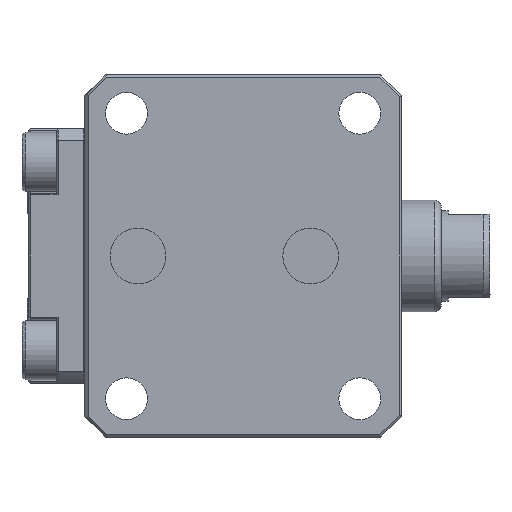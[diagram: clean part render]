
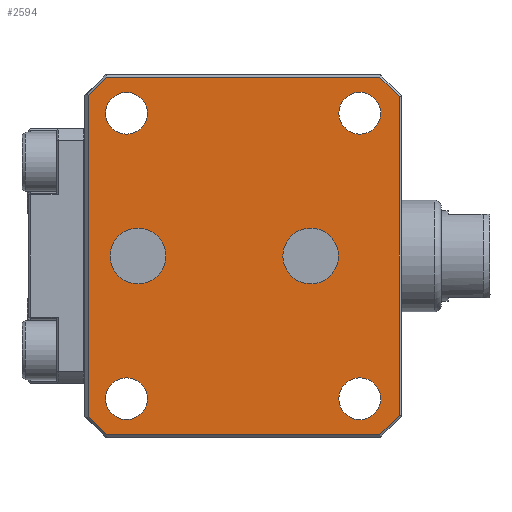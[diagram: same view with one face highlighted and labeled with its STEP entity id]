
A CAD part, front view. The second image highlights one B-rep face of the part: STEP entity #2594.
In plain terms, the highlighted planar face has unit normal (0, -1, 0).
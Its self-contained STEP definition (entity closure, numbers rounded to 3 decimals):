
#95=CIRCLE('',#2777,4.);
#100=CIRCLE('',#2798,3.);
#102=CIRCLE('',#2801,3.);
#104=CIRCLE('',#2804,3.);
#106=CIRCLE('',#2807,3.);
#118=CIRCLE('',#2832,4.);
#389=ORIENTED_EDGE('',*,*,#1034,.F.);
#390=ORIENTED_EDGE('',*,*,#1009,.T.);
#391=ORIENTED_EDGE('',*,*,#1011,.T.);
#392=ORIENTED_EDGE('',*,*,#1005,.T.);
#393=ORIENTED_EDGE('',*,*,#1007,.T.);
#394=ORIENTED_EDGE('',*,*,#963,.F.);
#395=ORIENTED_EDGE('',*,*,#999,.T.);
#396=ORIENTED_EDGE('',*,*,#979,.T.);
#397=ORIENTED_EDGE('',*,*,#981,.T.);
#398=ORIENTED_EDGE('',*,*,#976,.T.);
#399=ORIENTED_EDGE('',*,*,#973,.T.);
#400=ORIENTED_EDGE('',*,*,#950,.T.);
#401=ORIENTED_EDGE('',*,*,#946,.T.);
#402=ORIENTED_EDGE('',*,*,#995,.T.);
#946=EDGE_CURVE('',#1297,#1296,#1532,.T.);
#950=EDGE_CURVE('',#1299,#1297,#1536,.T.);
#963=EDGE_CURVE('',#1309,#1309,#95,.T.);
#973=EDGE_CURVE('',#1317,#1299,#1555,.T.);
#976=EDGE_CURVE('',#1318,#1317,#1558,.T.);
#979=EDGE_CURVE('',#1322,#1321,#1561,.T.);
#981=EDGE_CURVE('',#1321,#1318,#1563,.T.);
#995=EDGE_CURVE('',#1296,#1330,#1577,.T.);
#999=EDGE_CURVE('',#1330,#1322,#1581,.T.);
#1005=EDGE_CURVE('',#1335,#1335,#100,.T.);
#1007=EDGE_CURVE('',#1337,#1337,#102,.T.);
#1009=EDGE_CURVE('',#1339,#1339,#104,.T.);
#1011=EDGE_CURVE('',#1341,#1341,#106,.T.);
#1034=EDGE_CURVE('',#1365,#1365,#118,.T.);
#1296=VERTEX_POINT('',#3875);
#1297=VERTEX_POINT('',#3877);
#1299=VERTEX_POINT('',#3882);
#1309=VERTEX_POINT('',#3912);
#1317=VERTEX_POINT('',#3933);
#1318=VERTEX_POINT('',#3937);
#1321=VERTEX_POINT('',#3944);
#1322=VERTEX_POINT('',#3946);
#1330=VERTEX_POINT('',#3977);
#1335=VERTEX_POINT('',#3996);
#1337=VERTEX_POINT('',#4001);
#1339=VERTEX_POINT('',#4006);
#1341=VERTEX_POINT('',#4011);
#1365=VERTEX_POINT('',#4071);
#1532=LINE('',#3876,#1770);
#1536=LINE('',#3884,#1774);
#1555=LINE('',#3932,#1793);
#1558=LINE('',#3938,#1796);
#1561=LINE('',#3945,#1799);
#1563=LINE('',#3949,#1801);
#1577=LINE('',#3976,#1815);
#1581=LINE('',#3983,#1819);
#1770=VECTOR('',#3067,1000.);
#1774=VECTOR('',#3073,1000.);
#1793=VECTOR('',#3116,1000.);
#1796=VECTOR('',#3121,1000.);
#1799=VECTOR('',#3126,1000.);
#1801=VECTOR('',#3130,1000.);
#1815=VECTOR('',#3156,1000.);
#1819=VECTOR('',#3162,1000.);
#2058=EDGE_LOOP('',(#389));
#2059=EDGE_LOOP('',(#390));
#2060=EDGE_LOOP('',(#391));
#2061=EDGE_LOOP('',(#392));
#2062=EDGE_LOOP('',(#393));
#2063=EDGE_LOOP('',(#394));
#2064=EDGE_LOOP('',(#395,#396,#397,#398,#399,#400,#401,#402));
#2281=FACE_BOUND('',#2058,.T.);
#2282=FACE_BOUND('',#2059,.T.);
#2283=FACE_BOUND('',#2060,.T.);
#2284=FACE_BOUND('',#2061,.T.);
#2285=FACE_BOUND('',#2062,.T.);
#2286=FACE_BOUND('',#2063,.T.);
#2287=FACE_BOUND('',#2064,.T.);
#2469=PLANE('',#2833);
#2594=ADVANCED_FACE('',(#2281,#2282,#2283,#2284,#2285,#2286,#2287),#2469,
 .F.);
#2777=AXIS2_PLACEMENT_3D('',#3911,#3096,#3097);
#2798=AXIS2_PLACEMENT_3D('',#3995,#3175,#3176);
#2801=AXIS2_PLACEMENT_3D('',#4000,#3181,#3182);
#2804=AXIS2_PLACEMENT_3D('',#4005,#3187,#3188);
#2807=AXIS2_PLACEMENT_3D('',#4010,#3193,#3194);
#2832=AXIS2_PLACEMENT_3D('',#4070,#3254,#3255);
#2833=AXIS2_PLACEMENT_3D('',#4072,#3256,#3257);
#3067=DIRECTION('',(-1.,0.,0.));
#3073=DIRECTION('',(-0.707,0.,0.707));
#3096=DIRECTION('',(0.,-1.,0.));
#3097=DIRECTION('',(1.,0.,0.));
#3116=DIRECTION('',(0.,0.,1.));
#3121=DIRECTION('',(0.707,0.,0.707));
#3126=DIRECTION('',(0.707,0.,-0.707));
#3130=DIRECTION('',(1.,0.,0.));
#3156=DIRECTION('',(-0.707,0.,-0.707));
#3162=DIRECTION('',(0.,0.,-1.));
#3175=DIRECTION('',(0.,1.,0.));
#3176=DIRECTION('',(-1.,0.,0.));
#3181=DIRECTION('',(0.,1.,0.));
#3182=DIRECTION('',(-1.,0.,0.));
#3187=DIRECTION('',(0.,1.,0.));
#3188=DIRECTION('',(-1.,0.,0.));
#3193=DIRECTION('',(0.,1.,0.));
#3194=DIRECTION('',(-1.,0.,0.));
#3254=DIRECTION('',(0.,-1.,0.));
#3255=DIRECTION('',(1.,0.,0.));
#3256=DIRECTION('',(0.,1.,0.));
#3257=DIRECTION('',(1.,0.,0.));
#3875=CARTESIAN_POINT('',(6.124,-19.,25.7));
#3876=CARTESIAN_POINT('',(45.376,-19.,25.7));
#3877=CARTESIAN_POINT('',(45.376,-19.,25.7));
#3882=CARTESIAN_POINT('',(48.2,-19.,22.876));
#3884=CARTESIAN_POINT('',(48.2,-19.,22.876));
#3911=CARTESIAN_POINT('',(35.45,-19.,0.));
#3912=CARTESIAN_POINT('',(39.45,-19.,0.));
#3932=CARTESIAN_POINT('',(48.2,-19.,-22.876));
#3933=CARTESIAN_POINT('',(48.2,-19.,-22.876));
#3937=CARTESIAN_POINT('',(45.376,-19.,-25.7));
#3938=CARTESIAN_POINT('',(45.376,-19.,-25.7));
#3944=CARTESIAN_POINT('',(6.124,-19.,-25.7));
#3945=CARTESIAN_POINT('',(3.5,-19.,-23.076));
#3946=CARTESIAN_POINT('',(3.5,-19.,-23.076));
#3949=CARTESIAN_POINT('',(6.124,-19.,-25.7));
#3976=CARTESIAN_POINT('',(6.124,-19.,25.7));
#3977=CARTESIAN_POINT('',(3.5,-19.,23.076));
#3983=CARTESIAN_POINT('',(3.5,-19.,23.076));
#3995=CARTESIAN_POINT('',(9.,-19.,-20.5));
#3996=CARTESIAN_POINT('',(6.,-19.,-20.5));
#4000=CARTESIAN_POINT('',(42.5,-19.,-20.5));
#4001=CARTESIAN_POINT('',(39.5,-19.,-20.5));
#4005=CARTESIAN_POINT('',(42.5,-19.,20.5));
#4006=CARTESIAN_POINT('',(39.5,-19.,20.5));
#4010=CARTESIAN_POINT('',(9.,-19.,20.5));
#4011=CARTESIAN_POINT('',(6.,-19.,20.5));
#4070=CARTESIAN_POINT('',(10.65,-19.,0.));
#4071=CARTESIAN_POINT('',(14.65,-19.,0.));
#4072=CARTESIAN_POINT('',(0.,-19.,0.));
